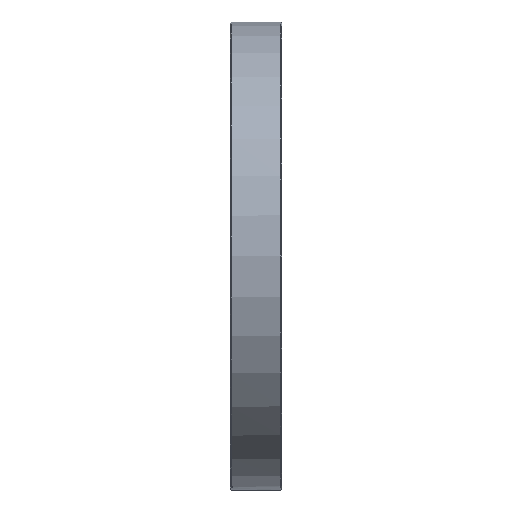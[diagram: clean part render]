
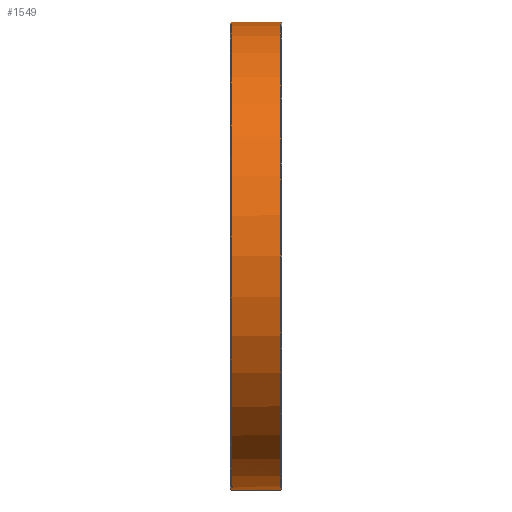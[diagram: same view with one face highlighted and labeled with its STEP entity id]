
A CAD part, left-side view. The second image highlights one B-rep face of the part: STEP entity #1549.
In plain terms, the highlighted cylindrical face has radius 101.2 mm (diameter 202.4 mm), a partial arc.
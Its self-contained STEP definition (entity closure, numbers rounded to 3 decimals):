
#64 = AXIS2_PLACEMENT_3D ( 'NONE', #2356, #2354, #2368 ) ;
#234 = VECTOR ( 'NONE', #3839, 1000. ) ;
#238 = VECTOR ( 'NONE', #3843, 1000. ) ;
#318 = EDGE_CURVE ( 'NONE', #1296, #1340, #3835, .T. ) ;
#319 = EDGE_CURVE ( 'NONE', #1395, #1339, #3840, .T. ) ;
#1296 = VERTEX_POINT ( 'NONE', #4148 ) ;
#1309 = VERTEX_POINT ( 'NONE', #4159 ) ;
#1312 = VERTEX_POINT ( 'NONE', #4162 ) ;
#1314 = VERTEX_POINT ( 'NONE', #4164 ) ;
#1315 = VERTEX_POINT ( 'NONE', #4165 ) ;
#1339 = VERTEX_POINT ( 'NONE', #2067 ) ;
#1340 = VERTEX_POINT ( 'NONE', #2069 ) ;
#1395 = VERTEX_POINT ( 'NONE', #2165 ) ;
#1420 = ORIENTED_EDGE ( 'NONE', *, *, #318, .F. ) ;
#1421 = ORIENTED_EDGE ( 'NONE', *, *, #2925, .T. ) ;
#1422 = ORIENTED_EDGE ( 'NONE', *, *, #2926, .T. ) ;
#1423 = ORIENTED_EDGE ( 'NONE', *, *, #2927, .T. ) ;
#1424 = ORIENTED_EDGE ( 'NONE', *, *, #2928, .T. ) ;
#1425 = ORIENTED_EDGE ( 'NONE', *, *, #2884, .T. ) ;
#1426 = ORIENTED_EDGE ( 'NONE', *, *, #319, .T. ) ;
#1427 = ORIENTED_EDGE ( 'NONE', *, *, #2929, .T. ) ;
#1549 = ADVANCED_FACE ( 'NONE', ( #2364 ), #2362, .T. ) ;
#2067 = CARTESIAN_POINT ( 'NONE',  ( 0., 0.4, -101.2 ) ) ;
#2069 = CARTESIAN_POINT ( 'NONE',  ( 0., 0.4, 101.2 ) ) ;
#2165 = CARTESIAN_POINT ( 'NONE',  ( 0., 21.9, -101.2 ) ) ;
#2354 = DIRECTION ( 'NONE',  ( 0., -1., 0. ) ) ;
#2356 = CARTESIAN_POINT ( 'NONE',  ( 0., -15.022, 0. ) ) ;
#2362 = CYLINDRICAL_SURFACE ( 'NONE', #64, 101.2 ) ;
#2364 = FACE_OUTER_BOUND ( 'NONE', #2848, .T. ) ;
#2368 = DIRECTION ( 'NONE',  ( 0., 0., -1. ) ) ;
#2848 = EDGE_LOOP ( 'NONE', ( #1420, #1421, #1422, #1423, #1424, #1425, #1426, #1427 ) ) ;
#2884 = EDGE_CURVE ( 'NONE', #1309, #1395, #4440, .T. ) ;
#2925 = EDGE_CURVE ( 'NONE', #1296, #1312, #3077, .T. ) ;
#2926 = EDGE_CURVE ( 'NONE', #1312, #1314, #3426, .T. ) ;
#2927 = EDGE_CURVE ( 'NONE', #1314, #1315, #3081, .T. ) ;
#2928 = EDGE_CURVE ( 'NONE', #1315, #1309, #3431, .T. ) ;
#2929 = EDGE_CURVE ( 'NONE', #1339, #1340, #3084, .T. ) ;
#3077 = CIRCLE ( 'NONE', #3080, 101.2 ) ;
#3079 = VECTOR ( 'NONE', #3436, 1000. ) ;
#3080 = AXIS2_PLACEMENT_3D ( 'NONE', #3433, #3434, #3435 ) ;
#3081 = CIRCLE ( 'NONE', #3083, 101.2 ) ;
#3082 = VECTOR ( 'NONE', #3440, 1000. ) ;
#3083 = AXIS2_PLACEMENT_3D ( 'NONE', #3437, #3438, #3439 ) ;
#3084 = CIRCLE ( 'NONE', #3086, 101.2 ) ;
#3086 = AXIS2_PLACEMENT_3D ( 'NONE', #3443, #3444, #3445 ) ;
#3306 = CARTESIAN_POINT ( 'NONE',  ( 0., 21.9, 0. ) ) ;
#3307 = DIRECTION ( 'NONE',  ( 0., -1., 0. ) ) ;
#3308 = DIRECTION ( 'NONE',  ( 0., 0., -1. ) ) ;
#3426 = LINE ( 'NONE', #3427, #3079 ) ;
#3427 = CARTESIAN_POINT ( 'NONE',  ( -17.311, -15.022, -99.708 ) ) ;
#3431 = LINE ( 'NONE', #3432, #3082 ) ;
#3432 = CARTESIAN_POINT ( 'NONE',  ( -14.348, -15.022, -100.178 ) ) ;
#3433 = CARTESIAN_POINT ( 'NONE',  ( 0., 21.9, 0. ) ) ;
#3434 = DIRECTION ( 'NONE',  ( 0., -1., 0. ) ) ;
#3435 = DIRECTION ( 'NONE',  ( 0., 0., -1. ) ) ;
#3436 = DIRECTION ( 'NONE',  ( 0., -1., 0. ) ) ;
#3437 = CARTESIAN_POINT ( 'NONE',  ( 0., 21.1, 0. ) ) ;
#3438 = DIRECTION ( 'NONE',  ( 0., -1., 0. ) ) ;
#3439 = DIRECTION ( 'NONE',  ( 0., 0., -1. ) ) ;
#3440 = DIRECTION ( 'NONE',  ( 0., 1., 0. ) ) ;
#3443 = CARTESIAN_POINT ( 'NONE',  ( 0., 0.4, 0. ) ) ;
#3444 = DIRECTION ( 'NONE',  ( 0., 1., 0. ) ) ;
#3445 = DIRECTION ( 'NONE',  ( 0., 0., 1. ) ) ;
#3829 = CARTESIAN_POINT ( 'NONE',  ( 0., -15.022, 101.2 ) ) ;
#3835 = LINE ( 'NONE', #3829, #234 ) ;
#3839 = DIRECTION ( 'NONE',  ( 0., -1., 0. ) ) ;
#3840 = LINE ( 'NONE', #3842, #238 ) ;
#3842 = CARTESIAN_POINT ( 'NONE',  ( 0., -15.022, -101.2 ) ) ;
#3843 = DIRECTION ( 'NONE',  ( 0., -1., 0. ) ) ;
#4148 = CARTESIAN_POINT ( 'NONE',  ( 0., 21.9, 101.2 ) ) ;
#4159 = CARTESIAN_POINT ( 'NONE',  ( -14.348, 21.9, -100.178 ) ) ;
#4162 = CARTESIAN_POINT ( 'NONE',  ( -17.311, 21.9, -99.708 ) ) ;
#4164 = CARTESIAN_POINT ( 'NONE',  ( -17.311, 21.1, -99.708 ) ) ;
#4165 = CARTESIAN_POINT ( 'NONE',  ( -14.348, 21.1, -100.178 ) ) ;
#4437 = AXIS2_PLACEMENT_3D ( 'NONE', #3306, #3307, #3308 ) ;
#4440 = CIRCLE ( 'NONE', #4437, 101.2 ) ;
